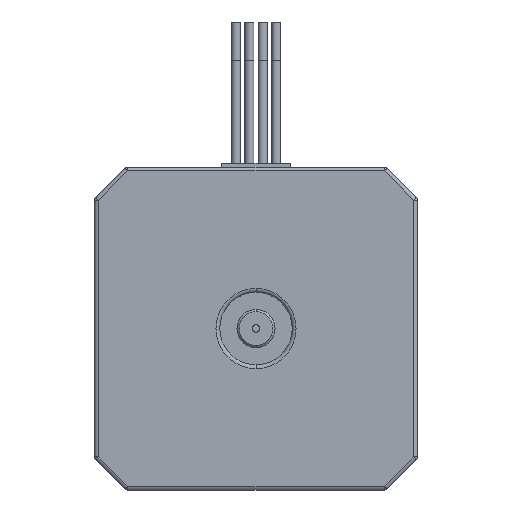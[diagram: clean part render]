
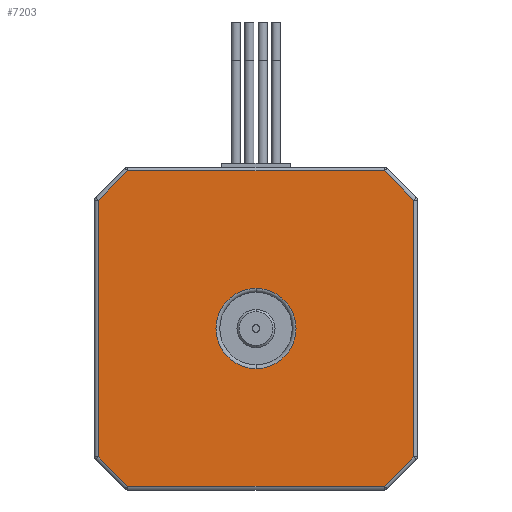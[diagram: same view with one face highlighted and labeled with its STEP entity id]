
A CAD part, front view. The second image highlights one B-rep face of the part: STEP entity #7203.
In plain terms, the highlighted planar face has unit normal (0, -1, 0).
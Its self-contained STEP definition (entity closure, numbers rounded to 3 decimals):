
#25 = ORIENTED_EDGE ( 'NONE', *, *, #604, .T. ) ;
#187 = ORIENTED_EDGE ( 'NONE', *, *, #16052, .T. ) ;
#197 = VECTOR ( 'NONE', #15323, 1000. ) ;
#604 = EDGE_CURVE ( 'NONE', #13750, #17837, #16840, .T. ) ;
#883 = DIRECTION ( 'NONE',  ( 0., 1., 0. ) ) ;
#1184 = EDGE_CURVE ( 'NONE', #17837, #5088, #10054, .T. ) ;
#1792 = DIRECTION ( 'NONE',  ( 0., 0., 1. ) ) ;
#2445 = CARTESIAN_POINT ( 'NONE',  ( -16.827, 0., -20.65 ) ) ;
#2560 = LINE ( 'NONE', #17222, #12915 ) ;
#3041 = LINE ( 'NONE', #8838, #16428 ) ;
#3082 = CARTESIAN_POINT ( 'NONE',  ( -20.65, 0., 0. ) ) ;
#3631 = CARTESIAN_POINT ( 'NONE',  ( -20.65, 0., 16.827 ) ) ;
#3703 = AXIS2_PLACEMENT_3D ( 'NONE', #6707, #12657, #18595 ) ;
#3952 = VERTEX_POINT ( 'NONE', #6706 ) ;
#4058 = CARTESIAN_POINT ( 'NONE',  ( 16.827, 0., -20.65 ) ) ;
#4103 = VECTOR ( 'NONE', #6604, 1000. ) ;
#4202 = CARTESIAN_POINT ( 'NONE',  ( -20.65, 0., -16.827 ) ) ;
#4641 = EDGE_LOOP ( 'NONE', ( #5155, #187, #6132, #17217, #6092, #8283, #25, #17342 ) ) ;
#4875 = EDGE_CURVE ( 'NONE', #12934, #16137, #16389, .T. ) ;
#5088 = VERTEX_POINT ( 'NONE', #11334 ) ;
#5155 = ORIENTED_EDGE ( 'NONE', *, *, #8145, .T. ) ;
#5321 = DIRECTION ( 'NONE',  ( 0., 0., 1. ) ) ;
#5339 = EDGE_CURVE ( 'NONE', #3952, #7039, #6719, .T. ) ;
#5831 = CARTESIAN_POINT ( 'NONE',  ( 20.65, 0., 17.034 ) ) ;
#6092 = ORIENTED_EDGE ( 'NONE', *, *, #17989, .T. ) ;
#6132 = ORIENTED_EDGE ( 'NONE', *, *, #16960, .T. ) ;
#6407 = FACE_BOUND ( 'NONE', #15006, .T. ) ;
#6604 = DIRECTION ( 'NONE',  ( 0.707, 0., 0.707 ) ) ;
#6706 = CARTESIAN_POINT ( 'NONE',  ( 0., 0., -5.25 ) ) ;
#6707 = CARTESIAN_POINT ( 'NONE',  ( 0., 0., 0. ) ) ;
#6719 = CIRCLE ( 'NONE', #14508, 5.25 ) ;
#7039 = VERTEX_POINT ( 'NONE', #15874 ) ;
#7116 = EDGE_CURVE ( 'NONE', #8947, #13750, #3041, .T. ) ;
#7203 = ADVANCED_FACE ( 'NONE', ( #13537, #6407 ), #7576, .F. ) ;
#7576 = PLANE ( 'NONE',  #8042 ) ;
#7980 = CARTESIAN_POINT ( 'NONE',  ( -20.796, 0., 16.68 ) ) ;
#8042 = AXIS2_PLACEMENT_3D ( 'NONE', #13719, #15087, #1792 ) ;
#8145 = EDGE_CURVE ( 'NONE', #5088, #17444, #9014, .T. ) ;
#8283 = ORIENTED_EDGE ( 'NONE', *, *, #7116, .T. ) ;
#8838 = CARTESIAN_POINT ( 'NONE',  ( 17.034, 0., -20.65 ) ) ;
#8947 = VERTEX_POINT ( 'NONE', #2445 ) ;
#9014 = LINE ( 'NONE', #10206, #9647 ) ;
#9234 = LINE ( 'NONE', #7980, #11346 ) ;
#9647 = VECTOR ( 'NONE', #10398, 1000. ) ;
#9653 = LINE ( 'NONE', #14232, #15939 ) ;
#9737 = CARTESIAN_POINT ( 'NONE',  ( -16.827, 0., 20.65 ) ) ;
#10054 = LINE ( 'NONE', #5831, #14094 ) ;
#10206 = CARTESIAN_POINT ( 'NONE',  ( 16.68, 0., 20.796 ) ) ;
#10398 = DIRECTION ( 'NONE',  ( -0.707, 0., 0.707 ) ) ;
#11334 = CARTESIAN_POINT ( 'NONE',  ( 20.65, 0., 16.827 ) ) ;
#11346 = VECTOR ( 'NONE', #13836, 1000. ) ;
#11505 = DIRECTION ( 'NONE',  ( 0., 0., 1. ) ) ;
#12219 = EDGE_CURVE ( 'NONE', #7039, #3952, #18002, .T. ) ;
#12657 = DIRECTION ( 'NONE',  ( 0., 1., 0. ) ) ;
#12855 = DIRECTION ( 'NONE',  ( -1., 0., 0. ) ) ;
#12915 = VECTOR ( 'NONE', #13125, 1000. ) ;
#12934 = VERTEX_POINT ( 'NONE', #3631 ) ;
#13125 = DIRECTION ( 'NONE',  ( 0.707, 0., -0.707 ) ) ;
#13537 = FACE_OUTER_BOUND ( 'NONE', #4641, .T. ) ;
#13719 = CARTESIAN_POINT ( 'NONE',  ( 0., 0., 0. ) ) ;
#13750 = VERTEX_POINT ( 'NONE', #4058 ) ;
#13836 = DIRECTION ( 'NONE',  ( -0.707, 0., -0.707 ) ) ;
#13841 = CARTESIAN_POINT ( 'NONE',  ( 20.796, 0., -16.68 ) ) ;
#14094 = VECTOR ( 'NONE', #11505, 1000. ) ;
#14206 = CARTESIAN_POINT ( 'NONE',  ( 0., 0., 0. ) ) ;
#14232 = CARTESIAN_POINT ( 'NONE',  ( 0., 0., 20.65 ) ) ;
#14508 = AXIS2_PLACEMENT_3D ( 'NONE', #14206, #883, #5321 ) ;
#14788 = DIRECTION ( 'NONE',  ( 1., 0., 0. ) ) ;
#14845 = ORIENTED_EDGE ( 'NONE', *, *, #5339, .T. ) ;
#15006 = EDGE_LOOP ( 'NONE', ( #15633, #14845 ) ) ;
#15087 = DIRECTION ( 'NONE',  ( 0., 1., 0. ) ) ;
#15323 = DIRECTION ( 'NONE',  ( 0., 0., -1. ) ) ;
#15633 = ORIENTED_EDGE ( 'NONE', *, *, #12219, .T. ) ;
#15874 = CARTESIAN_POINT ( 'NONE',  ( 0., 0., 5.25 ) ) ;
#15939 = VECTOR ( 'NONE', #12855, 1000. ) ;
#16052 = EDGE_CURVE ( 'NONE', #17444, #18560, #9653, .T. ) ;
#16137 = VERTEX_POINT ( 'NONE', #4202 ) ;
#16389 = LINE ( 'NONE', #3082, #197 ) ;
#16428 = VECTOR ( 'NONE', #14788, 1000. ) ;
#16475 = CARTESIAN_POINT ( 'NONE',  ( 16.827, 0., 20.65 ) ) ;
#16737 = CARTESIAN_POINT ( 'NONE',  ( 20.65, 0., -16.827 ) ) ;
#16840 = LINE ( 'NONE', #13841, #4103 ) ;
#16960 = EDGE_CURVE ( 'NONE', #18560, #12934, #9234, .T. ) ;
#17217 = ORIENTED_EDGE ( 'NONE', *, *, #4875, .T. ) ;
#17222 = CARTESIAN_POINT ( 'NONE',  ( -16.68, 0., -20.796 ) ) ;
#17342 = ORIENTED_EDGE ( 'NONE', *, *, #1184, .T. ) ;
#17444 = VERTEX_POINT ( 'NONE', #16475 ) ;
#17837 = VERTEX_POINT ( 'NONE', #16737 ) ;
#17989 = EDGE_CURVE ( 'NONE', #16137, #8947, #2560, .T. ) ;
#18002 = CIRCLE ( 'NONE', #3703, 5.25 ) ;
#18560 = VERTEX_POINT ( 'NONE', #9737 ) ;
#18595 = DIRECTION ( 'NONE',  ( 0., 0., 1. ) ) ;
